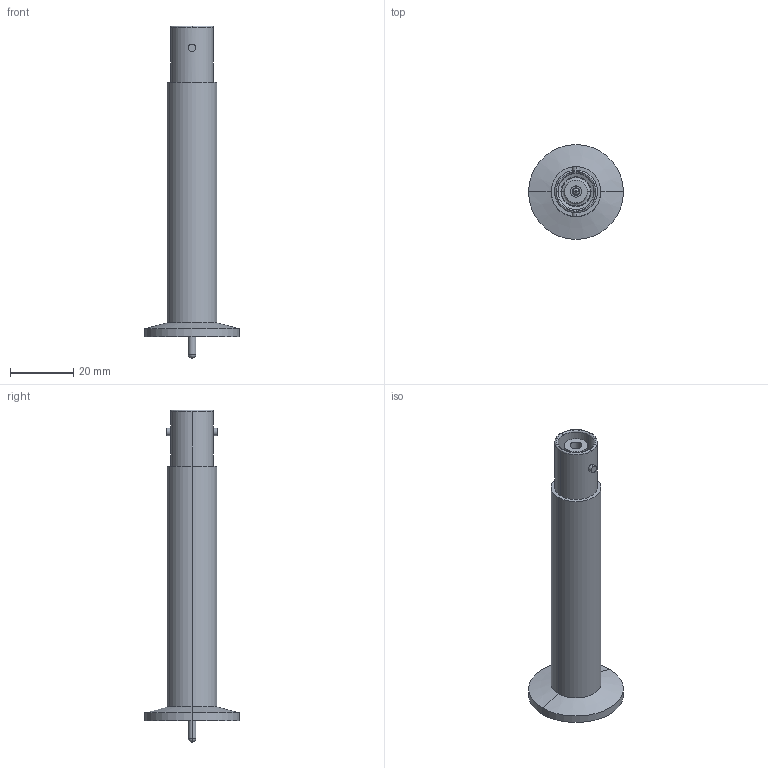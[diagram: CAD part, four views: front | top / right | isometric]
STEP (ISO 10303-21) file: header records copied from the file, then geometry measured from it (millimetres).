
FILE_DESCRIPTION (( 'STEP AP203' ), '1' );
FILE_NAME ('A2096-2-QF.STEP', '2012-07-20T16:52:18', ( '' ), ( '' ), 'SwSTEP 2.0', 'SolidWorks 2012', '' );
FILE_SCHEMA (( 'CONFIG_CONTROL_DESIGN' ));
Length unit declared in the file: inch
Products named in the file (1): A2096-2-QF
Bounding box: 29.97 x 29.97 x 104.95 mm (x, y, z)
Volume: 12598.2 mm3; surface area: 13177.1 mm2
Topology: 1 solids, 2 shells, 91 faces, 190 edges, 118 vertices
Faces by surface type: cylinder 44, plane 19, torus 18, cone 10
Entity records: 2789 total; most frequent: CARTESIAN_POINT 672, DIRECTION 486, ORIENTED_EDGE 380, AXIS2_PLACEMENT_3D 216, EDGE_CURVE 190, CIRCLE 124, VERTEX_POINT 118, EDGE_LOOP 108
